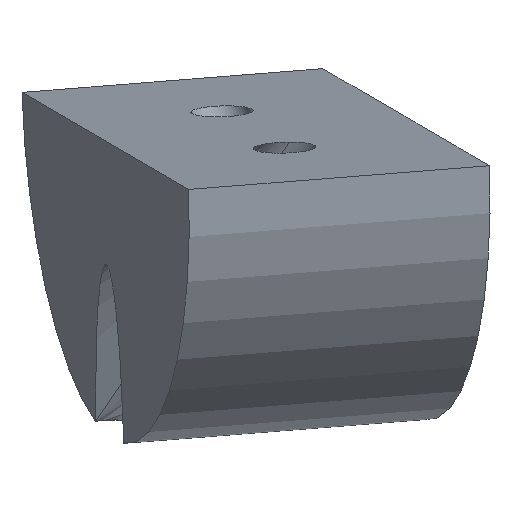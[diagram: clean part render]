
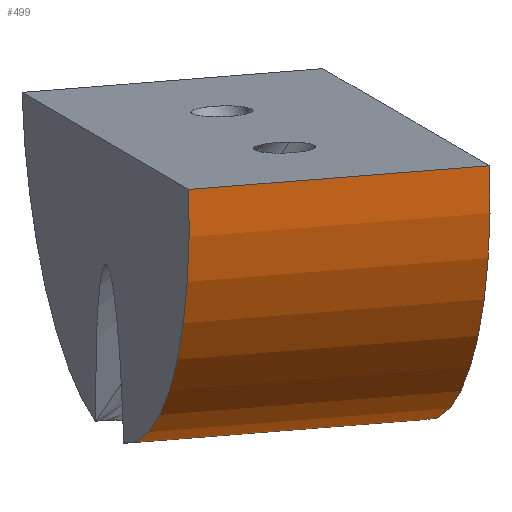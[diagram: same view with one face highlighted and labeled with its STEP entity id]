
A CAD part, left-side view. The second image highlights one B-rep face of the part: STEP entity #499.
In plain terms, the highlighted cylindrical face has radius 5.845 mm (diameter 11.69 mm), a partial arc.
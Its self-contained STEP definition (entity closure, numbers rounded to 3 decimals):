
#16=CYLINDRICAL_SURFACE('',#539,5.845);
#24=B_SPLINE_CURVE_WITH_KNOTS('',3,(#1110,#1111,#1112,#1113,#1114,#1115,
#1116),.UNSPECIFIED.,.F.,.F.,(4,3,4),(0.,0.015,0.023),
 .UNSPECIFIED.);
#36=CIRCLE('',#536,5.845);
#38=CIRCLE('',#540,5.845);
#63=FACE_OUTER_BOUND('',#91,.T.);
#91=EDGE_LOOP('',(#425,#426,#427,#428,#429));
#147=LINE('',#1172,#199);
#148=LINE('',#1174,#200);
#199=VECTOR('',#637,10.);
#200=VECTOR('',#638,10.);
#233=VERTEX_POINT('',#741);
#234=VERTEX_POINT('',#743);
#235=VERTEX_POINT('',#854);
#241=VERTEX_POINT('',#1081);
#246=VERTEX_POINT('',#1173);
#293=EDGE_CURVE('',#233,#234,#36,.T.);
#302=EDGE_CURVE('',#235,#241,#24,.T.);
#311=EDGE_CURVE('',#241,#234,#147,.T.);
#312=EDGE_CURVE('',#246,#233,#148,.T.);
#313=EDGE_CURVE('',#246,#235,#38,.T.);
#425=ORIENTED_EDGE('',*,*,#302,.T.);
#426=ORIENTED_EDGE('',*,*,#311,.T.);
#427=ORIENTED_EDGE('',*,*,#293,.F.);
#428=ORIENTED_EDGE('',*,*,#312,.F.);
#429=ORIENTED_EDGE('',*,*,#313,.T.);
#499=ADVANCED_FACE('',(#63),#16,.T.);
#536=AXIS2_PLACEMENT_3D('',#744,#624,#625);
#539=AXIS2_PLACEMENT_3D('',#1171,#635,#636);
#540=AXIS2_PLACEMENT_3D('',#1175,#639,#640);
#624=DIRECTION('center_axis',(0.266,-0.961,0.076));
#625=DIRECTION('ref_axis',(-0.948,-0.275,-0.16));
#635=DIRECTION('center_axis',(0.266,-0.961,0.076));
#636=DIRECTION('ref_axis',(-0.948,-0.275,-0.16));
#637=DIRECTION('',(0.266,-0.961,0.076));
#638=DIRECTION('',(0.266,-0.961,0.076));
#639=DIRECTION('center_axis',(0.266,-0.961,0.076));
#640=DIRECTION('ref_axis',(-0.948,-0.275,-0.16));
#741=CARTESIAN_POINT('',(-27.818,7.773,178.595));
#743=CARTESIAN_POINT('',(-21.903,9.022,173.707));
#744=CARTESIAN_POINT('Origin',(-22.276,9.378,179.529));
#854=CARTESIAN_POINT('',(-23.504,14.814,173.25));
#1081=CARTESIAN_POINT('',(-23.445,14.599,173.267));
#1110=CARTESIAN_POINT('Ctrl Pts',(-23.504,14.814,173.25));
#1111=CARTESIAN_POINT('Ctrl Pts',(-23.497,14.765,173.253));
#1112=CARTESIAN_POINT('Ctrl Pts',(-23.486,14.717,173.257));
#1113=CARTESIAN_POINT('Ctrl Pts',(-23.471,14.669,173.261));
#1114=CARTESIAN_POINT('Ctrl Pts',(-23.463,14.645,173.263));
#1115=CARTESIAN_POINT('Ctrl Pts',(-23.454,14.622,173.265));
#1116=CARTESIAN_POINT('Ctrl Pts',(-23.445,14.599,173.267));
#1171=CARTESIAN_POINT('Origin',(-23.877,15.171,179.072));
#1172=CARTESIAN_POINT('',(-23.504,14.814,173.25));
#1173=CARTESIAN_POINT('',(-29.419,13.566,178.138));
#1174=CARTESIAN_POINT('',(-29.419,13.566,178.138));
#1175=CARTESIAN_POINT('Origin',(-23.877,15.171,179.072));
